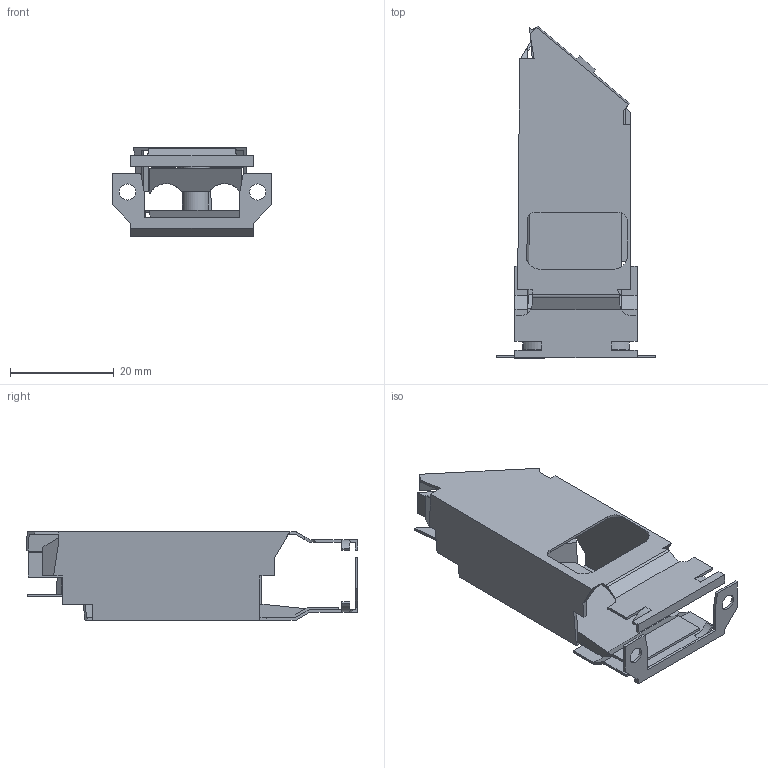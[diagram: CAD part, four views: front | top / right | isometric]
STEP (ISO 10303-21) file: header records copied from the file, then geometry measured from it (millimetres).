
FILE_DESCRIPTION(('Creo Elements/Direct Modeling STEP Export'),'2;1');
FILE_NAME('model.stp','2019-05-10T 1:39:39',(''),(''),'Creo Elements/Direct Modeling STEP processor for AP214 (Solid Model)','Creo Elements/Direct Modeling 20.1A 29-Sep-2018 (C) Parametric Technology GmbH','');
FILE_SCHEMA(('AUTOMOTIVE_DESIGN { 1 0 10303 214 1 1 1 1 }'));
Length unit declared in the file: millimetre
Products named in the file (2): VS-09-TI-2EMV
Assembly tree (1 placements, depth 2):
  VS-09-TI-2EMV
    VS-09-TI-2EMV
Bounding box: 30.5 x 63.84 x 17 mm (x, y, z)
Volume: 3170.6 mm3; surface area: 8119.4 mm2
Topology: 1 solids, 1 shells, 210 faces, 606 edges, 395 vertices
Faces by surface type: plane 169, cylinder 35, bspline 4, sphere 2
Entity records: 8721 total; most frequent: CARTESIAN_POINT 1593, ORIENTED_EDGE 1212, DIRECTION 1013, EDGE_CURVE 606, VECTOR 485, LINE 485, VERTEX_POINT 395, AXIS2_PLACEMENT_3D 264
